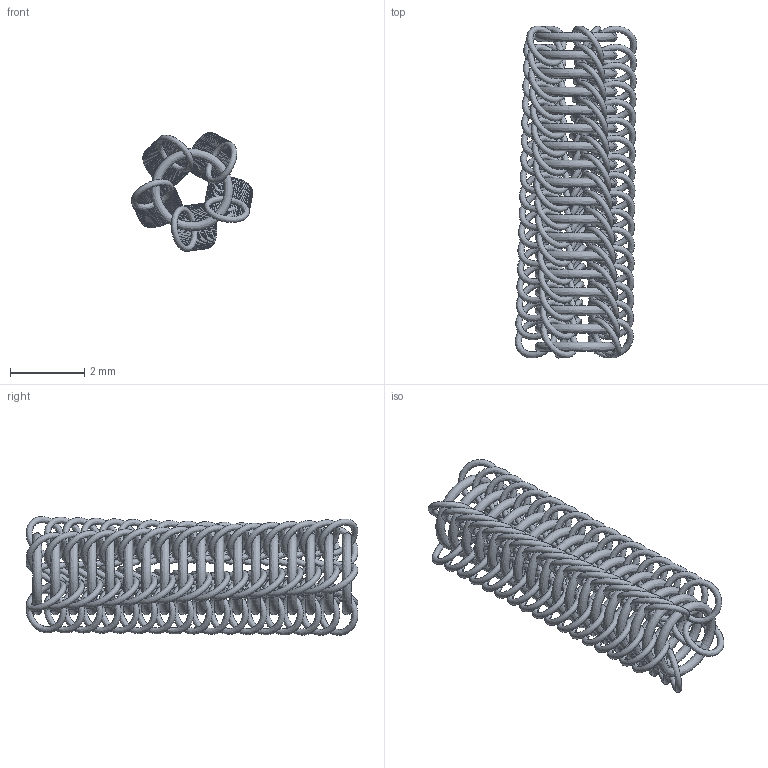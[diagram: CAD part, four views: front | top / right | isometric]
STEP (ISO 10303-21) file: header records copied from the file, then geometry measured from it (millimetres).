
FILE_DESCRIPTION(('FreeCAD Model'),'2;1');
FILE_NAME('Open CASCADE Shape Model','2025-05-04T03:06:59',('FreeCAD'),( 'FreeCAD'),'Open CASCADE STEP processor 7.6','FreeCAD','Unknown');
FILE_SCHEMA(('AUTOMOTIVE_DESIGN { 1 0 10303 214 1 1 1 1 }'));
Length unit declared in the file: millimetre
Products named in the file (1): Open CASCADE STEP translator 7.6 1
Bounding box: 3.28 x 8.96 x 3.21 mm (x, y, z)
Volume: 11.3 mm3; surface area: 234 mm2
Topology: 103 solids, 103 shells, 103 faces, 206 edges, 103 vertices
Faces by surface type: bspline 103
Entity records: 7844 total; most frequent: CARTESIAN_POINT 6593, ORIENTED_EDGE 412, EDGE_CURVE 206, MANIFOLD_SOLID_BREP 103, CLOSED_SHELL 103, ADVANCED_FACE 103, FACE_BOUND 103, EDGE_LOOP 103
